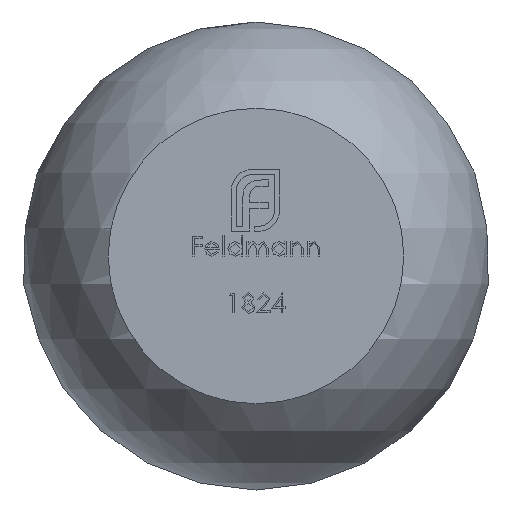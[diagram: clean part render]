
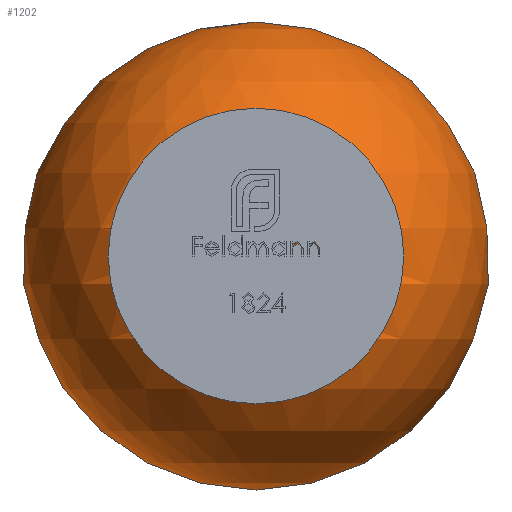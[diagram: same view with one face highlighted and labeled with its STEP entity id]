
A CAD part, front view. The second image highlights one B-rep face of the part: STEP entity #1202.
In plain terms, the highlighted spherical face has radius 9.5 mm.
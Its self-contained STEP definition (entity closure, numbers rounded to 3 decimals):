
#787 = DIRECTION ( 'NONE',  ( 0., -1., 0. ) ) ;
#935 = SPHERICAL_SURFACE ( 'NONE', #7814, 9.5 ) ;
#1202 = ADVANCED_FACE ( 'NONE', ( #1563 ), #935, .T. ) ;
#1210 = CARTESIAN_POINT ( 'NONE',  ( 0., 510.5, 0. ) ) ;
#1563 = FACE_OUTER_BOUND ( 'NONE', #2198, .T. ) ;
#2198 = EDGE_LOOP ( 'NONE', ( #6478 ) ) ;
#2264 = CIRCLE ( 'NONE', #9555, 3.5 ) ;
#3004 = DIRECTION ( 'NONE',  ( 0., 0., 1. ) ) ;
#4898 = CARTESIAN_POINT ( 'NONE',  ( 0., 501.668, 0. ) ) ;
#5248 = CARTESIAN_POINT ( 'NONE',  ( 0., 501.668, -3.5 ) ) ;
#5298 = VERTEX_POINT ( 'NONE', #5248 ) ;
#5406 = EDGE_CURVE ( 'NONE', #5298, #5298, #2264, .T. ) ;
#6478 = ORIENTED_EDGE ( 'NONE', *, *, #5406, .F. ) ;
#7814 = AXIS2_PLACEMENT_3D ( 'NONE', #1210, #3004, #9633 ) ;
#8100 = DIRECTION ( 'NONE',  ( 0., 0., -1. ) ) ;
#9555 = AXIS2_PLACEMENT_3D ( 'NONE', #4898, #787, #8100 ) ;
#9633 = DIRECTION ( 'NONE',  ( 1., 0., 0. ) ) ;
